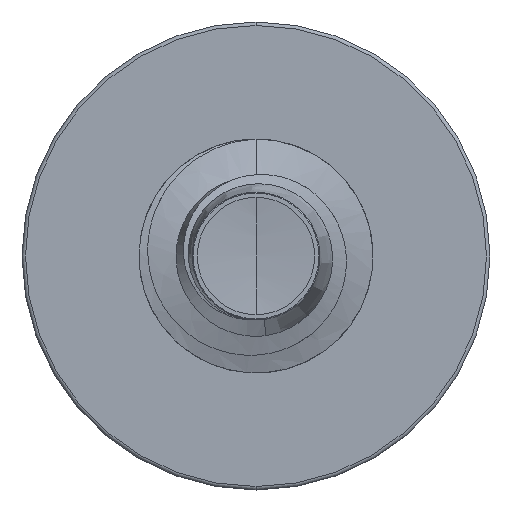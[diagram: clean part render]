
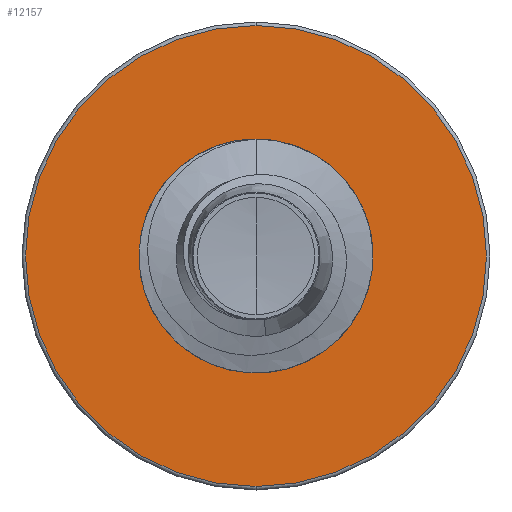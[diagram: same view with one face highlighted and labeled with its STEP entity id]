
A CAD part, front view. The second image highlights one B-rep face of the part: STEP entity #12157.
In plain terms, the highlighted planar face has unit normal (0, -1, 0).
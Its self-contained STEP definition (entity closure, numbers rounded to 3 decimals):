
#777 = CARTESIAN_POINT ( 'NONE',  ( 0., 7., 0. ) ) ;
#962 = DIRECTION ( 'NONE',  ( 0., 0., 1. ) ) ;
#988 = DIRECTION ( 'NONE',  ( 0., 1., 0. ) ) ;
#1008 = CARTESIAN_POINT ( 'NONE',  ( 0., 7., -1.989 ) ) ;
#1024 = PLANE ( 'NONE',  #11766 ) ;
#1652 = CARTESIAN_POINT ( 'NONE',  ( 0., 7., -3.94 ) ) ;
#1730 = CARTESIAN_POINT ( 'NONE',  ( 0., 7., 1.989 ) ) ;
#2000 = DIRECTION ( 'NONE',  ( 0., 0., 1. ) ) ;
#2013 = DIRECTION ( 'NONE',  ( 0., 1., 0. ) ) ;
#2021 = CARTESIAN_POINT ( 'NONE',  ( 0., 7., -1.989 ) ) ;
#2038 = CARTESIAN_POINT ( 'NONE',  ( 0., 7., 0. ) ) ;
#2199 = CARTESIAN_POINT ( 'NONE',  ( 0., 7., 3.94 ) ) ;
#2599 = FACE_BOUND ( 'NONE', #9351, .T. ) ;
#3874 = EDGE_LOOP ( 'NONE', ( #8222, #11693 ) ) ;
#3905 = VERTEX_POINT ( 'NONE', #1730 ) ;
#4888 = AXIS2_PLACEMENT_3D ( 'NONE', #777, #8911, #8871 ) ;
#4994 = CIRCLE ( 'NONE', #4888, 1.989 ) ;
#5275 = AXIS2_PLACEMENT_3D ( 'NONE', #5506, #5493, #5487 ) ;
#5487 = DIRECTION ( 'NONE',  ( 0., 0., 1. ) ) ;
#5493 = DIRECTION ( 'NONE',  ( 0., 1., 0. ) ) ;
#5506 = CARTESIAN_POINT ( 'NONE',  ( 0., 7., 0. ) ) ;
#7320 = EDGE_CURVE ( 'NONE', #11672, #11960, #13289, .T. ) ;
#7570 = DIRECTION ( 'NONE',  ( 0., 0., 1. ) ) ;
#7580 = DIRECTION ( 'NONE',  ( 0., 1., 0. ) ) ;
#7594 = CARTESIAN_POINT ( 'NONE',  ( 0., 7., 0. ) ) ;
#8222 = ORIENTED_EDGE ( 'NONE', *, *, #7320, .F. ) ;
#8578 = EDGE_CURVE ( 'NONE', #11960, #11672, #10773, .T. ) ;
#8767 = CIRCLE ( 'NONE', #5275, 1.989 ) ;
#8871 = DIRECTION ( 'NONE',  ( 0., 0., 1. ) ) ;
#8911 = DIRECTION ( 'NONE',  ( 0., 1., 0. ) ) ;
#9234 = EDGE_CURVE ( 'NONE', #3905, #11723, #8767, .T. ) ;
#9351 = EDGE_LOOP ( 'NONE', ( #10813, #10801 ) ) ;
#10590 = AXIS2_PLACEMENT_3D ( 'NONE', #7594, #7580, #7570 ) ;
#10773 = CIRCLE ( 'NONE', #10590, 3.94 ) ;
#10801 = ORIENTED_EDGE ( 'NONE', *, *, #12554, .T. ) ;
#10813 = ORIENTED_EDGE ( 'NONE', *, *, #9234, .T. ) ;
#11672 = VERTEX_POINT ( 'NONE', #2199 ) ;
#11693 = ORIENTED_EDGE ( 'NONE', *, *, #8578, .F. ) ;
#11723 = VERTEX_POINT ( 'NONE', #2021 ) ;
#11766 = AXIS2_PLACEMENT_3D ( 'NONE', #1008, #988, #962 ) ;
#11960 = VERTEX_POINT ( 'NONE', #1652 ) ;
#12157 = ADVANCED_FACE ( 'NONE', ( #12915, #2599 ), #1024, .F. ) ;
#12265 = AXIS2_PLACEMENT_3D ( 'NONE', #2038, #2013, #2000 ) ;
#12554 = EDGE_CURVE ( 'NONE', #11723, #3905, #4994, .T. ) ;
#12915 = FACE_OUTER_BOUND ( 'NONE', #3874, .T. ) ;
#13289 = CIRCLE ( 'NONE', #12265, 3.94 ) ;
